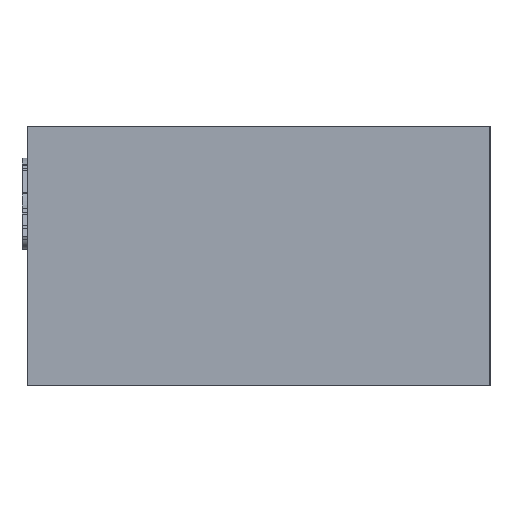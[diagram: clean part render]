
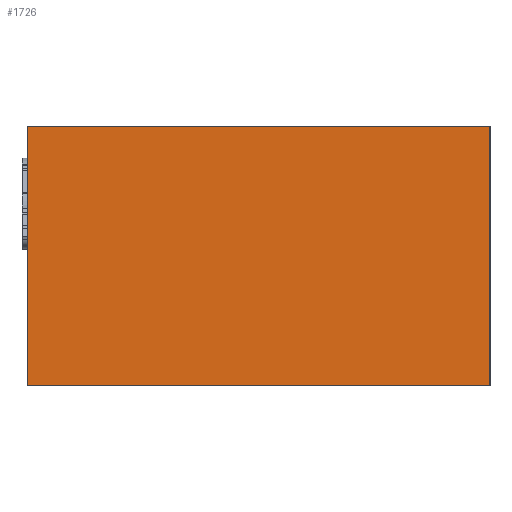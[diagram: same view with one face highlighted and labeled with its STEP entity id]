
A CAD part, left-side view. The second image highlights one B-rep face of the part: STEP entity #1726.
In plain terms, the highlighted face is planar.
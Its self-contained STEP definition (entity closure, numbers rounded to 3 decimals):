
#71 = PLANE ( 'NONE',  #6804 ) ;
#356 = LINE ( 'NONE', #7513, #459 ) ;
#377 = LINE ( 'NONE', #3175, #2408 ) ;
#459 = VECTOR ( 'NONE', #3346, 1000. ) ;
#685 = EDGE_CURVE ( 'NONE', #4337, #7334, #3049, .T. ) ;
#765 = DIRECTION ( 'NONE',  ( 0., 1., 0. ) ) ;
#1070 = CARTESIAN_POINT ( 'NONE',  ( 0.81, -0.395, 0. ) ) ;
#1206 = EDGE_CURVE ( 'NONE', #3883, #1249, #377, .T. ) ;
#1249 = VERTEX_POINT ( 'NONE', #7441 ) ;
#1726 = ADVANCED_FACE ( 'NONE', ( #2959 ), #71, .F. ) ;
#2254 = VECTOR ( 'NONE', #8311, 1000. ) ;
#2408 = VECTOR ( 'NONE', #5052, 1000. ) ;
#2635 = LINE ( 'NONE', #3458, #2254 ) ;
#2959 = FACE_OUTER_BOUND ( 'NONE', #6076, .T. ) ;
#3049 = LINE ( 'NONE', #5840, #5167 ) ;
#3175 = CARTESIAN_POINT ( 'NONE',  ( 0.81, 0.405, 0.44 ) ) ;
#3346 = DIRECTION ( 'NONE',  ( 0., -1., 0. ) ) ;
#3458 = CARTESIAN_POINT ( 'NONE',  ( 0.81, 0.405, 0. ) ) ;
#3883 = VERTEX_POINT ( 'NONE', #8980 ) ;
#4213 = CARTESIAN_POINT ( 'NONE',  ( 0.81, -0.395, 0.45 ) ) ;
#4337 = VERTEX_POINT ( 'NONE', #4213 ) ;
#5052 = DIRECTION ( 'NONE',  ( 0., 0., -1. ) ) ;
#5167 = VECTOR ( 'NONE', #8723, 1000. ) ;
#5187 = ORIENTED_EDGE ( 'NONE', *, *, #5864, .F. ) ;
#5840 = CARTESIAN_POINT ( 'NONE',  ( 0.81, -0.395, 0.44 ) ) ;
#5864 = EDGE_CURVE ( 'NONE', #1249, #7334, #2635, .T. ) ;
#6076 = EDGE_LOOP ( 'NONE', ( #7177, #5187, #6724, #7505 ) ) ;
#6724 = ORIENTED_EDGE ( 'NONE', *, *, #1206, .F. ) ;
#6804 = AXIS2_PLACEMENT_3D ( 'NONE', #7043, #8460, #765 ) ;
#7043 = CARTESIAN_POINT ( 'NONE',  ( 0.81, 0.405, 0.44 ) ) ;
#7177 = ORIENTED_EDGE ( 'NONE', *, *, #685, .T. ) ;
#7334 = VERTEX_POINT ( 'NONE', #1070 ) ;
#7441 = CARTESIAN_POINT ( 'NONE',  ( 0.81, 0.405, 0. ) ) ;
#7505 = ORIENTED_EDGE ( 'NONE', *, *, #8255, .T. ) ;
#7513 = CARTESIAN_POINT ( 'NONE',  ( 0.81, 0.405, 0.45 ) ) ;
#8255 = EDGE_CURVE ( 'NONE', #3883, #4337, #356, .T. ) ;
#8311 = DIRECTION ( 'NONE',  ( 0., -1., 0. ) ) ;
#8460 = DIRECTION ( 'NONE',  ( -1., 0., 0. ) ) ;
#8723 = DIRECTION ( 'NONE',  ( 0., 0., -1. ) ) ;
#8980 = CARTESIAN_POINT ( 'NONE',  ( 0.81, 0.405, 0.45 ) ) ;
